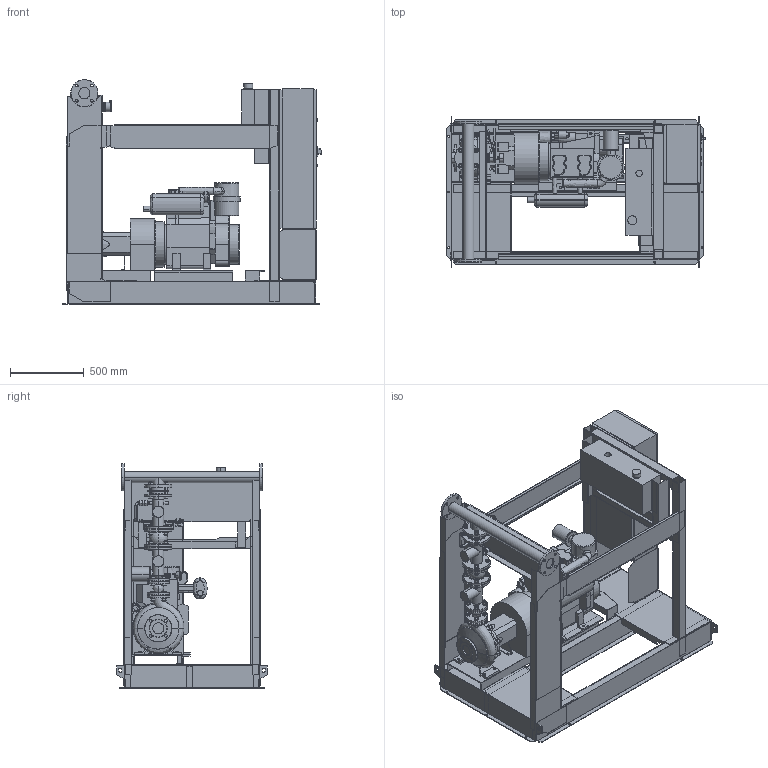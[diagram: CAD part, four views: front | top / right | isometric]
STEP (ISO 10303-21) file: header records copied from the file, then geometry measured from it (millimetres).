
FILE_DESCRIPTION((''),'2;1');
FILE_NAME('3d_Sifire-EN-40_250-235-26.5D-4183804.stp','2015-05-26T10:30:58',(''),(''),'Mechanical Desktop 2009','Mechanical Desktop 2009',', , ');
FILE_SCHEMA(('CONFIG_CONTROL_DESIGN'));
Length unit declared in the file: millimetre
Products named in the file (1): Product
Bounding box: 1754.5 x 1026 x 1527.5 mm (x, y, z)
Volume: 261844297.3 mm3; surface area: 22680314.4 mm2
Topology: 118 solids, 118 shells, 3153 faces, 7689 edges, 4892 vertices
Faces by surface type: bspline 1382, plane 1050, cylinder 401, cone 276, torus 42, sphere 2
Entity records: 104512 total; most frequent: CARTESIAN_POINT 35655, ORIENTED_EDGE 15362, DIRECTION 12461, EDGE_CURVE 7681, VERTEX_POINT 4889, VECTOR 4581, LINE 4581, AXIS2_PLACEMENT_3D 3940
